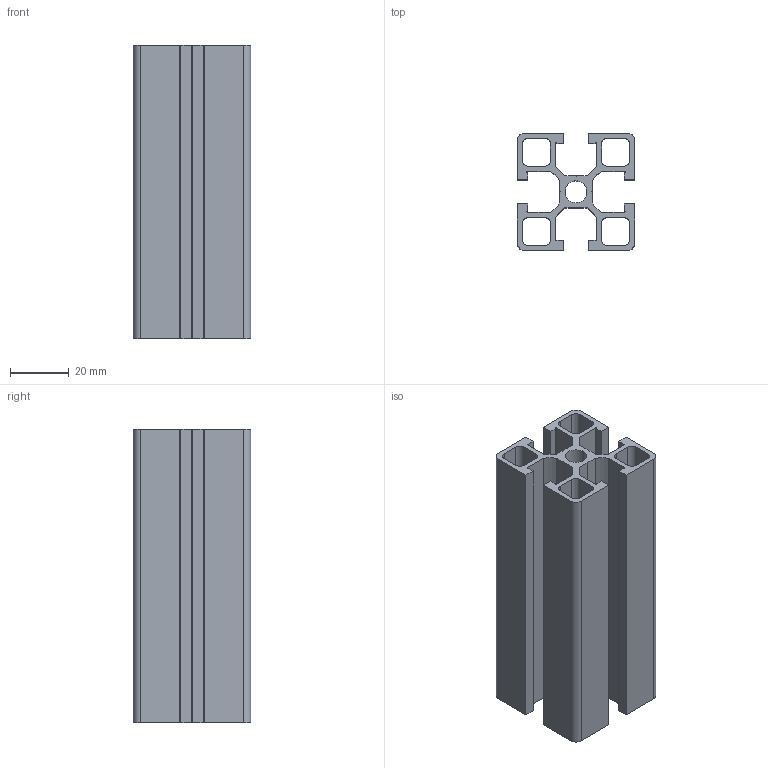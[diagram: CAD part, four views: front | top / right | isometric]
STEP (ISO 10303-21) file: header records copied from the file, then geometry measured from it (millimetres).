
FILE_DESCRIPTION(/* description */ ('PROF.40x40 4C L GOLA SERIE 45'),/* implementation_level */ '2;1');
FILE_NAME(/* name */ 'BPRDD0000109.stp',/* time_stamp */ '2018-02-22T15:46:07+01:00',/* author */ ('fzagni'),/* organization */ (''),/* preprocessor_version */ 'ST-DEVELOPER v16.1',/* originating_system */ 'Autodesk Inventor 2016',/* authorisation */ '');
FILE_SCHEMA (('AUTOMOTIVE_DESIGN { 1 0 10303 214 3 1 1 }'));
Length unit declared in the file: millimetre
Products named in the file (1): BPRDD0000109
Bounding box: 40 x 40 x 100 mm (x, y, z)
Volume: 49888.3 mm3; surface area: 47875.7 mm2
Topology: 1 solids, 1 shells, 103 faces, 303 edges, 202 vertices
Faces by surface type: plane 66, cylinder 37
Full cylindrical faces by diameter (mm): 7.47 x1
Entity records: 3470 total; most frequent: CARTESIAN_POINT 608, ORIENTED_EDGE 604, DIRECTION 584, EDGE_CURVE 302, LINE 228, VECTOR 228, VERTEX_POINT 202, AXIS2_PLACEMENT_3D 178
